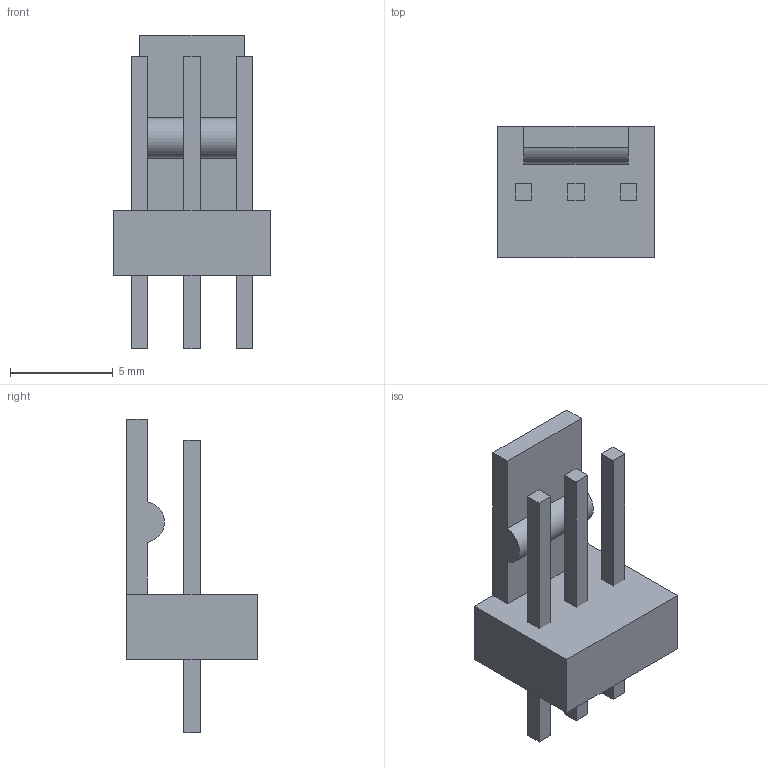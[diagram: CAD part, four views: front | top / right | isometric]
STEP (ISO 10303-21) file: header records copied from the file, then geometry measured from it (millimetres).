
FILE_DESCRIPTION (( 'STEP AP214' ), '1' );
FILE_NAME ('molex-22-27-2031.STEP', '2008-08-03T04:21:14', ( 'j' ), ( '' ), 'SwSTEP 2.0', 'SolidWorks 2004231', '' );
FILE_SCHEMA (( 'AUTOMOTIVE_DESIGN' ));
Length unit declared in the file: millimetre
Products named in the file (1): molex-22-27-2031
Bounding box: 7.62 x 6.35 x 15.24 mm (x, y, z)
Volume: 230.2 mm3; surface area: 435.9 mm2
Topology: 4 solids, 4 shells, 30 faces, 66 edges, 44 vertices
Faces by surface type: plane 29, cylinder 1
Entity records: 994 total; most frequent: CARTESIAN_POINT 141, ORIENTED_EDGE 132, DIRECTION 130, EDGE_CURVE 66, VECTOR 64, LINE 64, VERTEX_POINT 44, AXIS2_PLACEMENT_3D 33
